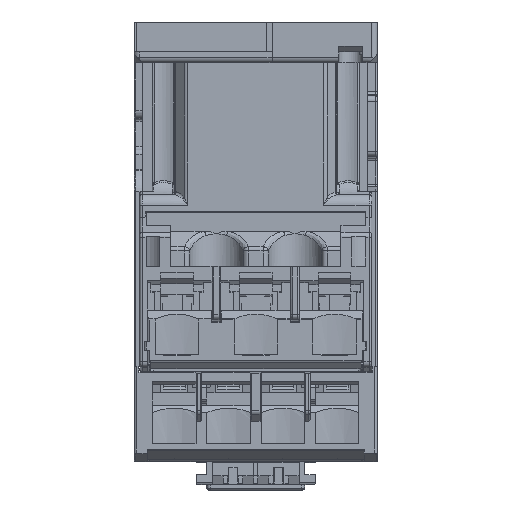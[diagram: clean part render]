
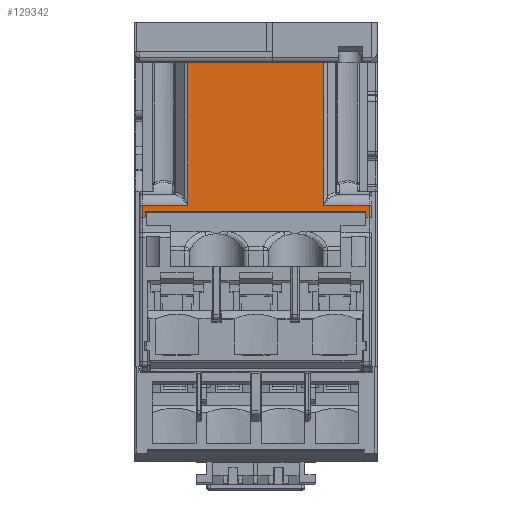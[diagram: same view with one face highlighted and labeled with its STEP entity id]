
A CAD part, front view. The second image highlights one B-rep face of the part: STEP entity #129342.
In plain terms, the highlighted planar face has unit normal (0, -1, 0).
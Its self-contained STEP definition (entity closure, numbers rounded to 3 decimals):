
#8880=DIRECTION('',(-1.,0.,0.));
#8881=VECTOR('',#8880,0.6);
#8882=CARTESIAN_POINT('',(44.05,9.,-36.));
#8883=LINE('',#8882,#8881);
#8884=DIRECTION('',(0.,0.,1.));
#8885=VECTOR('',#8884,1.1);
#8886=CARTESIAN_POINT('',(43.45,9.,-36.));
#8887=LINE('',#8886,#8885);
#8888=DIRECTION('',(-1.,0.,0.));
#8889=VECTOR('',#8888,40.6);
#8890=CARTESIAN_POINT('',(43.45,9.,-34.9));
#8891=LINE('',#8890,#8889);
#8892=DIRECTION('',(0.,0.,1.));
#8893=VECTOR('',#8892,1.1);
#8894=CARTESIAN_POINT('',(2.85,9.,-36.));
#8895=LINE('',#8894,#8893);
#8896=DIRECTION('',(-1.,0.,0.));
#8897=VECTOR('',#8896,0.6);
#8898=CARTESIAN_POINT('',(2.85,9.,-36.));
#8899=LINE('',#8898,#8897);
#8900=DIRECTION('',(1.,0.,0.));
#8901=VECTOR('',#8900,24.972);
#8902=CARTESIAN_POINT('',(10.664,9.,-7.5));
#8903=LINE('',#8902,#8901);
#8925=DIRECTION('',(0.,0.,1.));
#8926=VECTOR('',#8925,2.271);
#8927=CARTESIAN_POINT('',(44.05,9.,-36.));
#8928=LINE('',#8927,#8926);
#8952=DIRECTION('',(-1.,0.,0.));
#8953=VECTOR('',#8952,8.414);
#8954=CARTESIAN_POINT('',(44.05,9.,-33.729));
#8955=LINE('',#8954,#8953);
#8964=CARTESIAN_POINT('',(35.636,9.,-33.729));
#8981=DIRECTION('',(0.,0.,-1.));
#8982=VECTOR('',#8981,26.229);
#8983=CARTESIAN_POINT('',(35.636,9.,-7.5));
#8984=LINE('',#8983,#8982);
#26359=CARTESIAN_POINT('',(10.664,9.,
-33.729));
#26379=DIRECTION('',(-1.,0.,0.));
#26380=VECTOR('',#26379,8.414);
#26381=CARTESIAN_POINT('',(10.664,9.,
-33.729));
#26382=LINE('',#26381,#26380);
#26411=DIRECTION('',(0.,0.,1.));
#26412=VECTOR('',#26411,2.271);
#26413=CARTESIAN_POINT('',(2.25,9.,-36.));
#26414=LINE('',#26413,#26412);
#26424=DIRECTION('',(0.,0.,1.));
#26425=VECTOR('',#26424,26.229);
#26426=CARTESIAN_POINT('',(10.664,9.,
-33.729));
#26427=LINE('',#26426,#26425);
#95040=CARTESIAN_POINT('',(43.45,9.,-34.9));
#95041=VERTEX_POINT('',#95040);
#95042=CARTESIAN_POINT('',(2.85,9.,-34.9));
#95043=VERTEX_POINT('',#95042);
#96971=CARTESIAN_POINT('',(10.664,9.,-7.5));
#96972=CARTESIAN_POINT('',(35.636,9.,-7.5));
#96973=VERTEX_POINT('',#96971);
#96974=VERTEX_POINT('',#96972);
#97545=CARTESIAN_POINT('',(2.25,9.,-33.729));
#97547=VERTEX_POINT('',#97545);
#97558=CARTESIAN_POINT('',(44.05,9.,-33.729));
#97559=VERTEX_POINT('',#97558);
#97575=VERTEX_POINT('',#26359);
#97590=VERTEX_POINT('',#8964);
#105265=CARTESIAN_POINT('',(44.05,9.,-36.));
#105266=CARTESIAN_POINT('',(43.45,9.,-36.));
#105267=VERTEX_POINT('',#105265);
#105268=VERTEX_POINT('',#105266);
#105269=CARTESIAN_POINT('',(2.85,9.,-36.));
#105270=CARTESIAN_POINT('',(2.25,9.,-36.));
#105271=VERTEX_POINT('',#105269);
#105272=VERTEX_POINT('',#105270);
#129312=CARTESIAN_POINT('',(8.25,9.,-7.5));
#129313=DIRECTION('',(0.,1.,0.));
#129314=DIRECTION('',(0.,0.,-1.));
#129315=AXIS2_PLACEMENT_3D('',#129312,#129313,#129314);
#129316=PLANE('',#129315);
#129318=ORIENTED_EDGE('',*,*,#129317,.T.);
#129320=ORIENTED_EDGE('',*,*,#129319,.T.);
#129322=ORIENTED_EDGE('',*,*,#129321,.T.);
#129324=ORIENTED_EDGE('',*,*,#129323,.F.);
#129325=ORIENTED_EDGE('',*,*,#129293,.T.);
#129327=ORIENTED_EDGE('',*,*,#129326,.T.);
#129329=ORIENTED_EDGE('',*,*,#129328,.F.);
#129331=ORIENTED_EDGE('',*,*,#129330,.T.);
#129333=ORIENTED_EDGE('',*,*,#129332,.T.);
#129335=ORIENTED_EDGE('',*,*,#129334,.T.);
#129337=ORIENTED_EDGE('',*,*,#129336,.F.);
#129339=ORIENTED_EDGE('',*,*,#129338,.F.);
#129340=EDGE_LOOP('',(#129318,#129320,#129322,#129324,#129325,#129327,#129329,
#129331,#129333,#129335,#129337,#129339));
#129341=FACE_OUTER_BOUND('',#129340,.F.);
#129342=ADVANCED_FACE('',(#129341),#129316,.F.);
#129293=EDGE_CURVE('',#105271,#105272,#8899,.T.);
#129317=EDGE_CURVE('',#105267,#105268,#8883,.T.);
#129319=EDGE_CURVE('',#105268,#95041,#8887,.T.);
#129321=EDGE_CURVE('',#95041,#95043,#8891,.T.);
#129323=EDGE_CURVE('',#105271,#95043,#8895,.T.);
#129326=EDGE_CURVE('',#105272,#97547,#26414,.T.);
#129328=EDGE_CURVE('',#97575,#97547,#26382,.T.);
#129330=EDGE_CURVE('',#97575,#96973,#26427,.T.);
#129332=EDGE_CURVE('',#96973,#96974,#8903,.T.);
#129334=EDGE_CURVE('',#96974,#97590,#8984,.T.);
#129336=EDGE_CURVE('',#97559,#97590,#8955,.T.);
#129338=EDGE_CURVE('',#105267,#97559,#8928,.T.);
